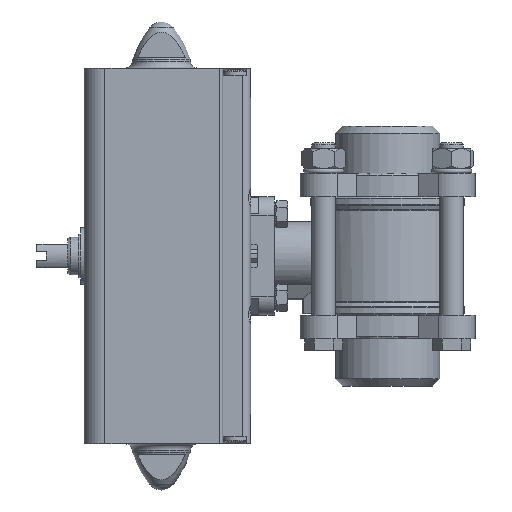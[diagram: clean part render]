
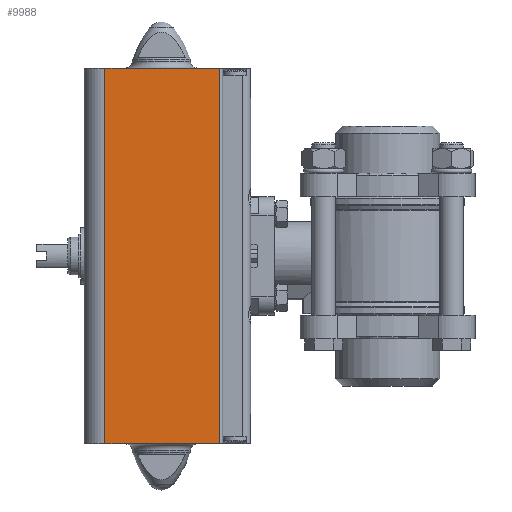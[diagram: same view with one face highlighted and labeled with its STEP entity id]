
A CAD part, left-side view. The second image highlights one B-rep face of the part: STEP entity #9988.
In plain terms, the highlighted planar face has unit normal (-1, 0, 0).
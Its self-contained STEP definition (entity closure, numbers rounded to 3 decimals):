
#2829=ORIENTED_EDGE('',*,*,#4699,.T.);
#2830=ORIENTED_EDGE('',*,*,#4700,.F.);
#2831=ORIENTED_EDGE('',*,*,#4701,.F.);
#2832=ORIENTED_EDGE('',*,*,#4702,.T.);
#4699=EDGE_CURVE('',#5770,#5771,#6558,.T.);
#4700=EDGE_CURVE('',#5772,#5771,#6559,.T.);
#4701=EDGE_CURVE('',#5773,#5772,#6560,.T.);
#4702=EDGE_CURVE('',#5773,#5770,#6561,.T.);
#5770=VERTEX_POINT('',#16980);
#5771=VERTEX_POINT('',#16981);
#5772=VERTEX_POINT('',#16983);
#5773=VERTEX_POINT('',#16985);
#6558=LINE('',#16979,#7300);
#6559=LINE('',#16982,#7301);
#6560=LINE('',#16984,#7302);
#6561=LINE('',#16986,#7303);
#7300=VECTOR('',#13286,1000.);
#7301=VECTOR('',#13287,1000.);
#7302=VECTOR('',#13288,1000.);
#7303=VECTOR('',#13289,1000.);
#8061=EDGE_LOOP('',(#2829,#2830,#2831,#2832));
#8907=FACE_BOUND('',#8061,.T.);
#9476=PLANE('',#11005);
#9988=ADVANCED_FACE('',(#8907),#9476,.F.);
#11005=AXIS2_PLACEMENT_3D('',#16978,#13284,#13285);
#13284=DIRECTION('',(1.,0.,0.));
#13285=DIRECTION('',(0.,0.,-1.));
#13286=DIRECTION('',(0.,-1.,0.));
#13287=DIRECTION('',(0.,0.,-1.));
#13288=DIRECTION('',(0.,-1.,0.));
#13289=DIRECTION('',(0.,0.,-1.));
#16978=CARTESIAN_POINT('',(-32.7,23.9,79.5));
#16979=CARTESIAN_POINT('',(-32.7,23.9,-79.5));
#16980=CARTESIAN_POINT('',(-32.7,23.9,-79.5));
#16981=CARTESIAN_POINT('',(-32.7,-24.7,-79.5));
#16982=CARTESIAN_POINT('',(-32.7,-24.7,79.5));
#16983=CARTESIAN_POINT('',(-32.7,-24.7,79.5));
#16984=CARTESIAN_POINT('',(-32.7,23.9,79.5));
#16985=CARTESIAN_POINT('',(-32.7,23.9,79.5));
#16986=CARTESIAN_POINT('',(-32.7,23.9,79.5));
